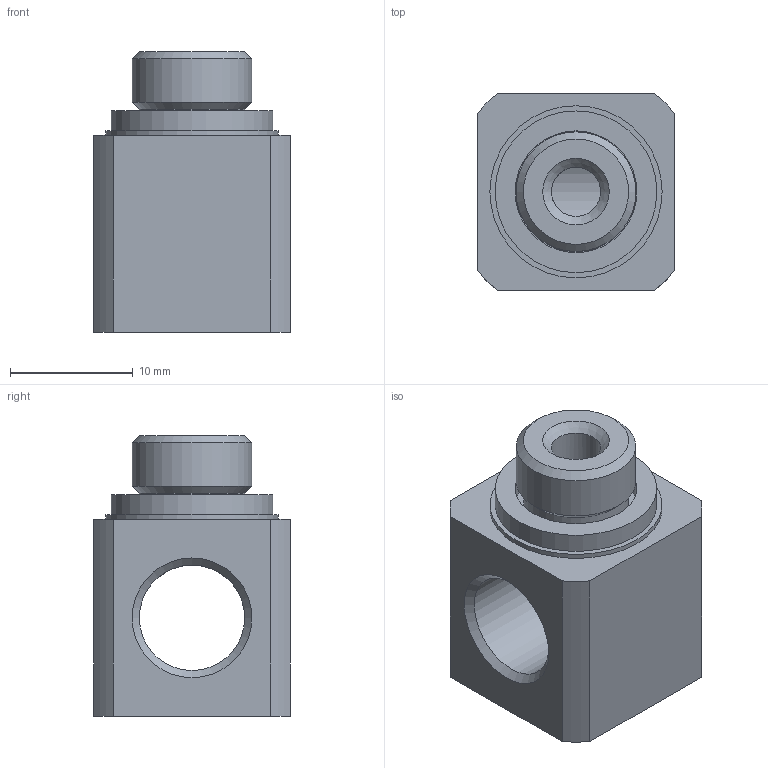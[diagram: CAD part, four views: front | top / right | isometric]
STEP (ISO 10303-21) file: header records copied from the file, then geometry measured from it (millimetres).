
FILE_DESCRIPTION(/* description */ ('STEP AP214'),/* implementation_level */ '2;1');
FILE_NAME(/* name */ '3583_FR-1_8-A_I',/* time_stamp */ '2024-08-28T15:13:19+02:00',/* author */ ('License CC BY-ND 4.0'),/* organization */ ('CADENAS'),/* preprocessor_version */ 'ST-DEVELOPER v19.3',/* originating_system */ 'PARTsolutions',/* authorisation */ ' ');
FILE_SCHEMA (('AUTOMOTIVE_DESIGN {1 0 10303 214 3 1 1}'));
Length unit declared in the file: millimetre
Products named in the file (1): 3583 FR-1/8-A/I
Bounding box: 16 x 16 x 22.8 mm (x, y, z)
Volume: 3544.7 mm3; surface area: 2204.7 mm2
Topology: 1 solids, 1 shells, 26 faces, 54 edges, 34 vertices
Faces by surface type: cylinder 11, plane 10, cone 5
Full cylindrical faces by diameter (mm): 4 x1, 8.566 x2, 9.728 x1, 9.9 x1, 13.15 x1, 14 x1
Entity records: 857 total; most frequent: DIRECTION 120, CARTESIAN_POINT 113, ORIENTED_EDGE 84, AXIS2_PLACEMENT_3D 52, EDGE_LOOP 46, FACE_BOUND 46, EDGE_CURVE 42, VERTEX_POINT 34
